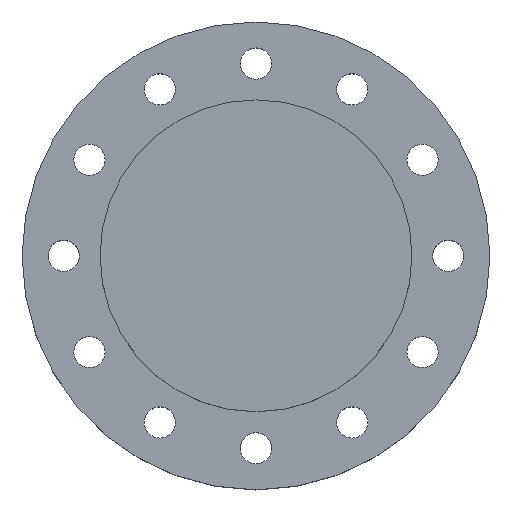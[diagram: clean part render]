
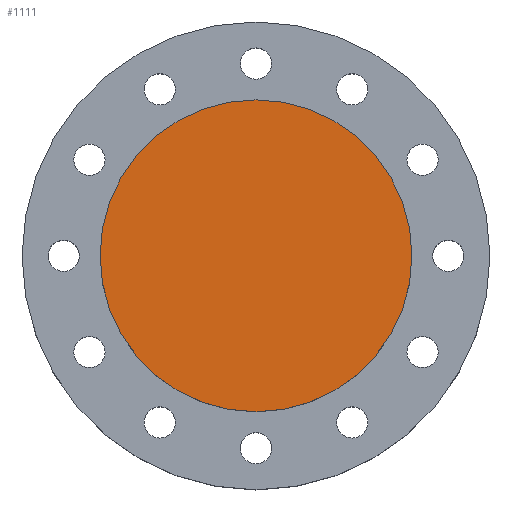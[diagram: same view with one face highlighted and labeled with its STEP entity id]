
A CAD part, top view. The second image highlights one B-rep face of the part: STEP entity #1111.
In plain terms, the highlighted planar face has unit normal (0, 0, 1).
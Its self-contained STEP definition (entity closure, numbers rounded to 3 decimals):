
#82 = ORIENTED_EDGE ( 'NONE', *, *, #2729, .T. ) ;
#100 = DIRECTION ( 'NONE',  ( 1., 0., 0. ) ) ;
#671 = DIRECTION ( 'NONE',  ( 1., 0., 0. ) ) ;
#693 = DIRECTION ( 'NONE',  ( 0., 0., 1. ) ) ;
#799 = EDGE_LOOP ( 'NONE', ( #82, #2400 ) ) ;
#967 = AXIS2_PLACEMENT_3D ( 'NONE', #2997, #3316, #2162 ) ;
#1051 = EDGE_CURVE ( 'NONE', #2061, #1403, #1739, .T. ) ;
#1111 = ADVANCED_FACE ( 'NONE', ( #2032 ), #2051, .T. ) ;
#1148 = CIRCLE ( 'NONE', #967, 15. ) ;
#1403 = VERTEX_POINT ( 'NONE', #2572 ) ;
#1739 = CIRCLE ( 'NONE', #2262, 15. ) ;
#1761 = DIRECTION ( 'NONE',  ( 0., 0., 1. ) ) ;
#1898 = CARTESIAN_POINT ( 'NONE',  ( 15., 0., 15.5 ) ) ;
#2032 = FACE_OUTER_BOUND ( 'NONE', #799, .T. ) ;
#2051 = PLANE ( 'NONE',  #2428 ) ;
#2061 = VERTEX_POINT ( 'NONE', #1898 ) ;
#2162 = DIRECTION ( 'NONE',  ( 1., 0., 0. ) ) ;
#2262 = AXIS2_PLACEMENT_3D ( 'NONE', #3472, #693, #671 ) ;
#2400 = ORIENTED_EDGE ( 'NONE', *, *, #1051, .T. ) ;
#2428 = AXIS2_PLACEMENT_3D ( 'NONE', #2888, #1761, #100 ) ;
#2572 = CARTESIAN_POINT ( 'NONE',  ( -15., 0., 15.5 ) ) ;
#2729 = EDGE_CURVE ( 'NONE', #1403, #2061, #1148, .T. ) ;
#2888 = CARTESIAN_POINT ( 'NONE',  ( 0., 0., 15.5 ) ) ;
#2997 = CARTESIAN_POINT ( 'NONE',  ( 0., 0., 15.5 ) ) ;
#3316 = DIRECTION ( 'NONE',  ( 0., 0., 1. ) ) ;
#3472 = CARTESIAN_POINT ( 'NONE',  ( 0., 0., 15.5 ) ) ;
